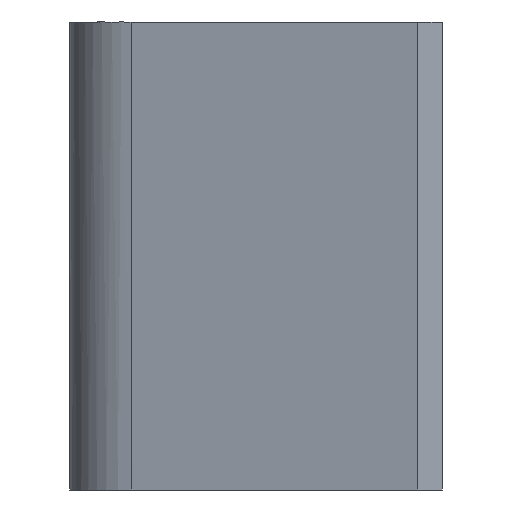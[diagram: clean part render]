
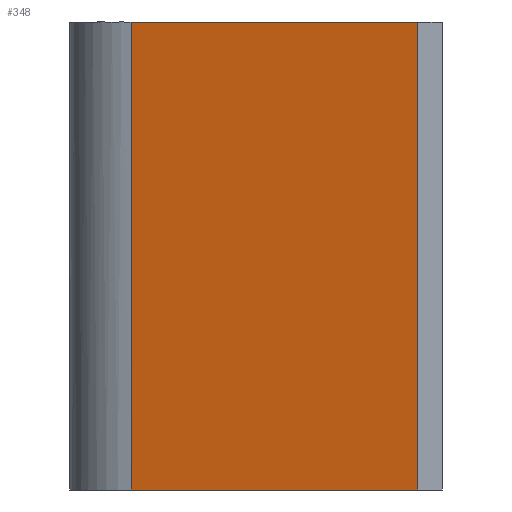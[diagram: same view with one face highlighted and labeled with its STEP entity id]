
A CAD part, front view. The second image highlights one B-rep face of the part: STEP entity #348.
In plain terms, the highlighted free-form (B-spline) face has degree [1, 1] with [2, 2] control points.
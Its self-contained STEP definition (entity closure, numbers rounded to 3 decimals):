
#262=CARTESIAN_POINT('V78',(385.114,-730.393,
   565.0));
#263=VERTEX_POINT('V78',#262);
#269=CARTESIAN_POINT('V75',(39.232,-637.715,
   565.0));
#270=VERTEX_POINT('V75',#269);
#271=CARTESIAN_POINT('E139',(39.232,-637.715,
   565.0));
#272=CARTESIAN_POINT('E139',(385.114,
   -730.393,565.0));
#273=QUASI_UNIFORM_CURVE('E139',1,(#271,#272),.POLYLINE_FORM.,.F.,
   .U.);
#274=EDGE_CURVE('E139',#270,#263,#273,.T.);
#306=CARTESIAN_POINT('V77',(385.114,-730.393,
   0.0));
#307=VERTEX_POINT('V77',#306);
#313=CARTESIAN_POINT('E138',(385.114,
   -730.393,565.0));
#314=CARTESIAN_POINT('E138',(385.114,
   -730.393,0.0));
#315=QUASI_UNIFORM_CURVE('E138',1,(#313,#314),.POLYLINE_FORM.,.F.,
   .U.);
#316=EDGE_CURVE('E138',#263,#307,#315,.T.);
#327=CARTESIAN_POINT('F50',(39.232,-637.715,
   0.0));
#328=CARTESIAN_POINT('F50',(385.114,-730.393,
   0.0));
#329=CARTESIAN_POINT('F50',(39.232,-637.715,
   565.0));
#330=CARTESIAN_POINT('F50',(385.114,-730.393,
   565.0));
#331=B_SPLINE_SURFACE_WITH_KNOTS('F50',1,1,((#327,#329),(#328,
   #330)),.PLANE_SURF.,.F.,.F.,.U.,(2,2),(2,2),(0.0,1.0),(0.0,
   1.578),.UNSPECIFIED.);
#332=CARTESIAN_POINT('V73',(39.232,-637.715,
   0.0));
#333=VERTEX_POINT('V73',#332);
#334=CARTESIAN_POINT('E137',(385.114,
   -730.393,0.0));
#335=CARTESIAN_POINT('E137',(39.232,-637.715,
   0.0));
#336=QUASI_UNIFORM_CURVE('E137',1,(#334,#335),.POLYLINE_FORM.,.F.,
   .U.);
#337=EDGE_CURVE('E137',#307,#333,#336,.T.);
#338=ORIENTED_EDGE('E137',*,*,#337,.T.);
#339=CARTESIAN_POINT('E134',(39.232,-637.715,
   565.0));
#340=CARTESIAN_POINT('E134',(39.232,-637.715,
   0.0));
#341=QUASI_UNIFORM_CURVE('E134',1,(#339,#340),.POLYLINE_FORM.,.F.,
   .U.);
#342=EDGE_CURVE('E134',#270,#333,#341,.T.);
#343=ORIENTED_EDGE('E134',*,*,#342,.F.);
#344=ORIENTED_EDGE('E139',*,*,#274,.T.);
#345=ORIENTED_EDGE('E138',*,*,#316,.T.);
#346=EDGE_LOOP('F50',(#338,#343,#344,#345));
#347=FACE_OUTER_BOUND('F50',#346,.F.);
#348=ADVANCED_FACE('F50',(#347),#331,.T.);
